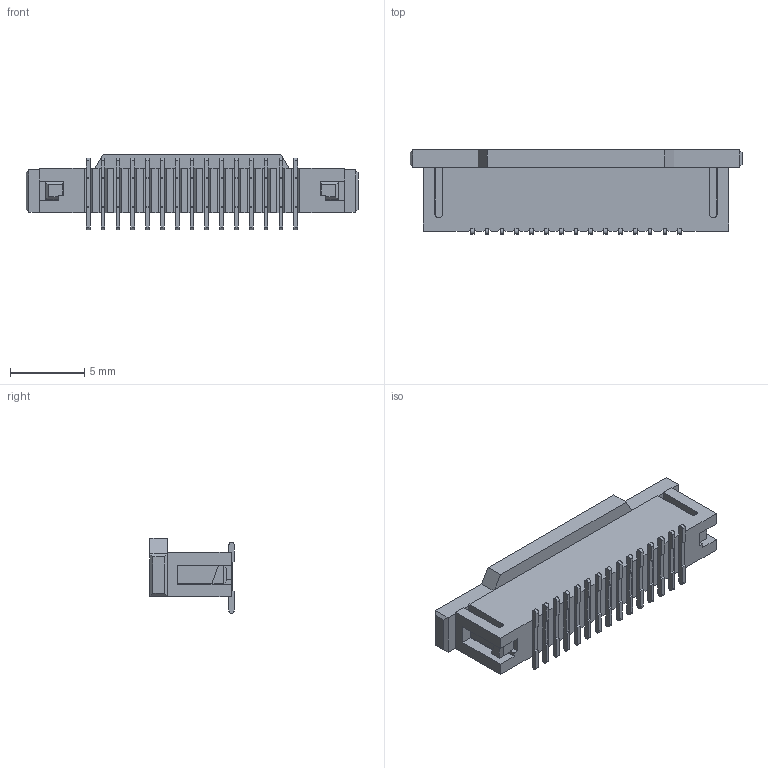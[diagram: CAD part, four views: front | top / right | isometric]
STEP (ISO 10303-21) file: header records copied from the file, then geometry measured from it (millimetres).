
FILE_DESCRIPTION(/* description */ (''),/* implementation_level */ '2;1');
FILE_NAME(/* name */ 'Camera Connector_ RPi4ModelB_ipt_c3d095b9.STEP',/* time_stamp */ '2024-05-28T14:29:23+01:00',/* author */ ('rlndo'),/* organization */ (''),/* preprocessor_version */ 'ST-DEVELOPER v16.13',/* originating_system */ 'Autodesk Inventor 2018',/* authorisation */ '');
FILE_SCHEMA (('AUTOMOTIVE_DESIGN { 1 0 10303 214 3 1 1 }'));
Length unit declared in the file: millimetre
Products named in the file (1): Camera Connector, RPi4ModelB
Bounding box: 22.4 x 5.68 x 5.07 mm (x, y, z)
Volume: 285.5 mm3; surface area: 1171.7 mm2
Topology: 17 solids, 17 shells, 978 faces, 2942 edges, 1936 vertices
Faces by surface type: plane 824, cylinder 154
Entity records: 32718 total; most frequent: ORIENTED_EDGE 5884, CARTESIAN_POINT 5857, DIRECTION 5208, EDGE_CURVE 2942, LINE 2634, VECTOR 2634, VERTEX_POINT 1936, AXIS2_PLACEMENT_3D 1287
